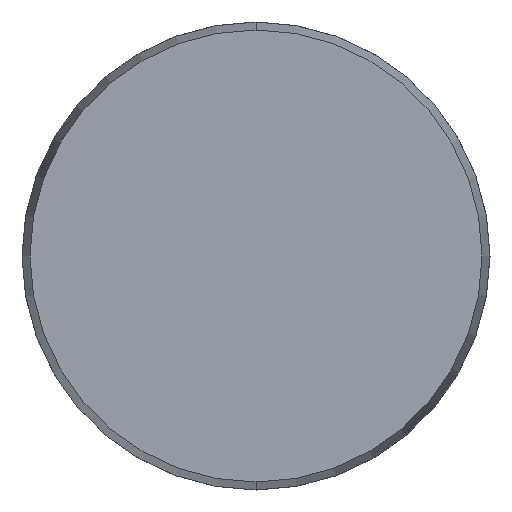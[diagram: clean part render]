
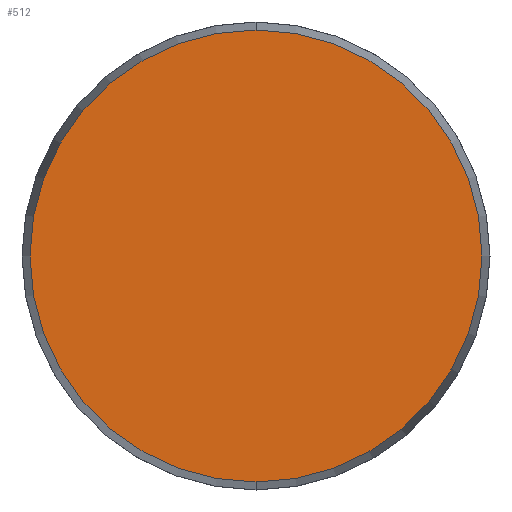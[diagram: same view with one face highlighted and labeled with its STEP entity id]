
A CAD part, front view. The second image highlights one B-rep face of the part: STEP entity #512.
In plain terms, the highlighted planar face has unit normal (0, -1, 0).
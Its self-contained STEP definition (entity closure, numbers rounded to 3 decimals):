
#7 = AXIS2_PLACEMENT_3D ( 'NONE', #746, #1151, #857 ) ;
#31 = PLANE ( 'NONE',  #448 ) ;
#122 = VERTEX_POINT ( 'NONE', #255 ) ;
#145 = DIRECTION ( 'NONE',  ( 0., 0., -1. ) ) ;
#219 = CIRCLE ( 'NONE', #7, 24.143 ) ;
#255 = CARTESIAN_POINT ( 'NONE',  ( 0., 0., 24.143 ) ) ;
#429 = ORIENTED_EDGE ( 'NONE', *, *, #1134, .T. ) ;
#438 = CARTESIAN_POINT ( 'NONE',  ( 0., 0., -24.143 ) ) ;
#448 = AXIS2_PLACEMENT_3D ( 'NONE', #860, #657, #1159 ) ;
#452 = CARTESIAN_POINT ( 'NONE',  ( 0., 0., 0. ) ) ;
#512 = ADVANCED_FACE ( 'NONE', ( #736 ), #31, .F. ) ;
#530 = EDGE_CURVE ( 'NONE', #122, #628, #1187, .T. ) ;
#556 = ORIENTED_EDGE ( 'NONE', *, *, #530, .T. ) ;
#613 = AXIS2_PLACEMENT_3D ( 'NONE', #452, #1240, #145 ) ;
#628 = VERTEX_POINT ( 'NONE', #438 ) ;
#657 = DIRECTION ( 'NONE',  ( 0., 1., 0. ) ) ;
#736 = FACE_OUTER_BOUND ( 'NONE', #1214, .T. ) ;
#746 = CARTESIAN_POINT ( 'NONE',  ( 0., 0., 0. ) ) ;
#857 = DIRECTION ( 'NONE',  ( 0., 0., -1. ) ) ;
#860 = CARTESIAN_POINT ( 'NONE',  ( -24.143, 0., 0. ) ) ;
#1134 = EDGE_CURVE ( 'NONE', #628, #122, #219, .T. ) ;
#1151 = DIRECTION ( 'NONE',  ( 0., -1., 0. ) ) ;
#1159 = DIRECTION ( 'NONE',  ( 0., 0., 1. ) ) ;
#1187 = CIRCLE ( 'NONE', #613, 24.143 ) ;
#1214 = EDGE_LOOP ( 'NONE', ( #556, #429 ) ) ;
#1240 = DIRECTION ( 'NONE',  ( 0., -1., 0. ) ) ;
